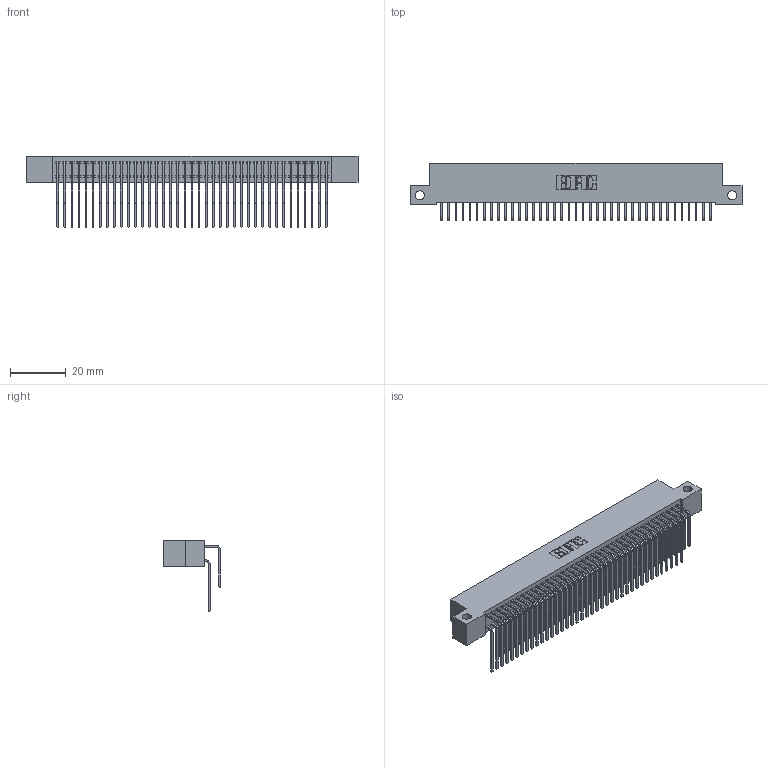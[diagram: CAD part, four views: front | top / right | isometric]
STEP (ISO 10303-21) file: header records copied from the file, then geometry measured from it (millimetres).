
FILE_DESCRIPTION (( 'STEP AP203' ), '1' );
FILE_NAME ('342-078-559-212.STEP', '2019-10-04T11:25:00', ( '' ), ( '' ), 'SwSTEP 2.0', 'SolidWorks 2016', '' );
FILE_SCHEMA (( 'CONFIG_CONTROL_DESIGN' ));
Length unit declared in the file: inch
Products named in the file (4): 342 Part_Side Mount; 345-292-001_558 559 Tail - 1; 345-292-001_559 Tail - 2; 342-078-559-212
Assembly tree (79 placements, depth 2):
  342-078-559-212
    342 Part_Side Mount
    345-292-001_558 559 Tail - 1  x39
    345-292-001_559 Tail - 2  x39
Bounding box: 119.38 x 20.64 x 25.78 mm (x, y, z)
Volume: 11088.1 mm3; surface area: 19850.4 mm2
Topology: 79 solids, 79 shells, 4322 faces, 12857 edges, 8466 vertices
Faces by surface type: plane 3030, cylinder 1292
Entity records: 27133 total; most frequent: CARTESIAN_POINT 4549, ORIENTED_EDGE 4434, DIRECTION 3873, EDGE_CURVE 2217, VECTOR 2049, LINE 2049, VERTEX_POINT 1474, AXIS2_PLACEMENT_3D 912
